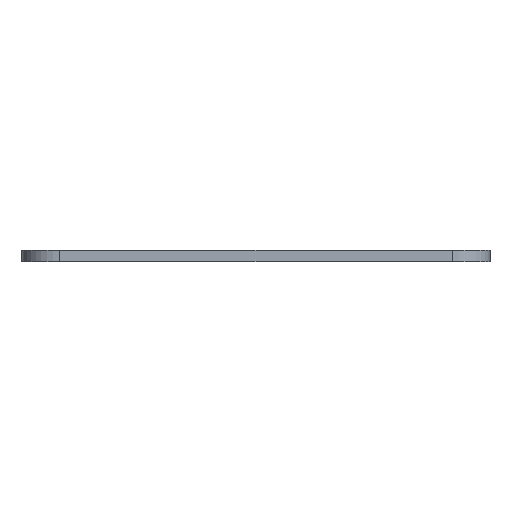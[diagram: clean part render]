
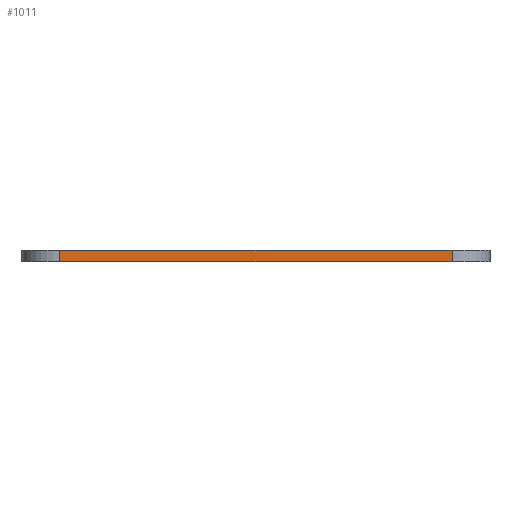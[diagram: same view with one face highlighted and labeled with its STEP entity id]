
A CAD part, front view. The second image highlights one B-rep face of the part: STEP entity #1011.
In plain terms, the highlighted planar face has unit normal (0, -1, 0).
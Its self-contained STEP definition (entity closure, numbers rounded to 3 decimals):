
#53=PLANE('',#1123);
#103=FACE_OUTER_BOUND('',#161,.T.);
#161=EDGE_LOOP('',(#881,#882,#883,#884));
#184=LINE('',#1455,#280);
#205=LINE('',#1542,#301);
#206=LINE('',#1546,#302);
#265=LINE('',#1704,#361);
#280=VECTOR('',#1154,10.);
#301=VECTOR('',#1227,10.);
#302=VECTOR('',#1232,10.);
#361=VECTOR('',#1411,10.);
#426=VERTEX_POINT('',#1452);
#427=VERTEX_POINT('',#1454);
#467=VERTEX_POINT('',#1540);
#468=VERTEX_POINT('',#1544);
#524=EDGE_CURVE('',#427,#426,#184,.T.);
#568=EDGE_CURVE('',#467,#426,#205,.T.);
#570=EDGE_CURVE('',#427,#468,#206,.T.);
#649=EDGE_CURVE('',#468,#467,#265,.T.);
#881=ORIENTED_EDGE('',*,*,#568,.F.);
#882=ORIENTED_EDGE('',*,*,#649,.F.);
#883=ORIENTED_EDGE('',*,*,#570,.F.);
#884=ORIENTED_EDGE('',*,*,#524,.T.);
#1011=ADVANCED_FACE('',(#103),#53,.T.);
#1123=AXIS2_PLACEMENT_3D('',#1703,#1409,#1410);
#1154=DIRECTION('',(1.,0.,0.));
#1227=DIRECTION('',(0.,0.,-1.));
#1232=DIRECTION('',(0.,0.,1.));
#1409=DIRECTION('center_axis',(0.,-1.,0.));
#1410=DIRECTION('ref_axis',(1.,0.,0.));
#1411=DIRECTION('',(1.,0.,0.));
#1452=CARTESIAN_POINT('',(45.815,-29.153,0.));
#1454=CARTESIAN_POINT('',(-5.785,-29.153,0.));
#1455=CARTESIAN_POINT('',(-10.785,-29.153,0.));
#1540=CARTESIAN_POINT('',(45.815,-29.153,1.5));
#1542=CARTESIAN_POINT('',(45.815,-29.153,0.));
#1544=CARTESIAN_POINT('',(-5.785,-29.153,1.5));
#1546=CARTESIAN_POINT('',(-5.785,-29.153,0.));
#1703=CARTESIAN_POINT('Origin',(-10.785,-29.153,0.));
#1704=CARTESIAN_POINT('',(-10.785,-29.153,1.5));
